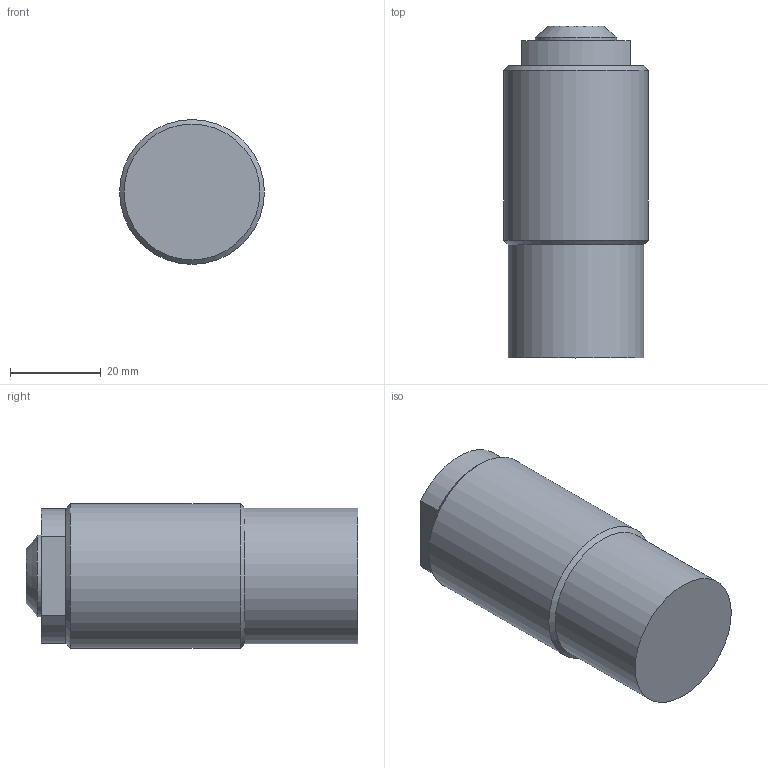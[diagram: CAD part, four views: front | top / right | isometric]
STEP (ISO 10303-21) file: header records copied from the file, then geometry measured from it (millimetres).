
FILE_DESCRIPTION(/* description */ (''),/* implementation_level */ '2;1');
FILE_NAME(/* name */ '562700_Shrinkwrap_1.stp',/* time_stamp */ '2021-12-21T11:10:42+01:00',/* author */ ('Krieger Anja'),/* organization */ (''),/* preprocessor_version */ 'ST-DEVELOPER v18.1',/* originating_system */ 'Autodesk Inventor 2021',/* authorisation */ '');
FILE_SCHEMA (('AUTOMOTIVE_DESIGN { 1 0 10303 214 3 1 1 }'));
Length unit declared in the file: millimetre
Products named in the file (1): 562700_Shrinkwrap_1
Bounding box: 32 x 73.3 x 32 mm (x, y, z)
Volume: 18422 mm3; surface area: 15957.5 mm2
Topology: 1 solids, 1 shells, 44 faces, 96 edges, 63 vertices
Faces by surface type: plane 23, cylinder 15, cone 6
Full cylindrical faces by diameter (mm): 1.5 x1, 2.7 x1, 4.5 x2, 10.5 x1, 14 x1, 14.1 x1, 18 x1, 26.2 x1, 27.9 x1, 30 x1, 32 x1
Entity records: 1332 total; most frequent: DIRECTION 225, CARTESIAN_POINT 215, ORIENTED_EDGE 190, EDGE_CURVE 95, AXIS2_PLACEMENT_3D 91, VERTEX_POINT 63, EDGE_LOOP 54, CIRCLE 46
